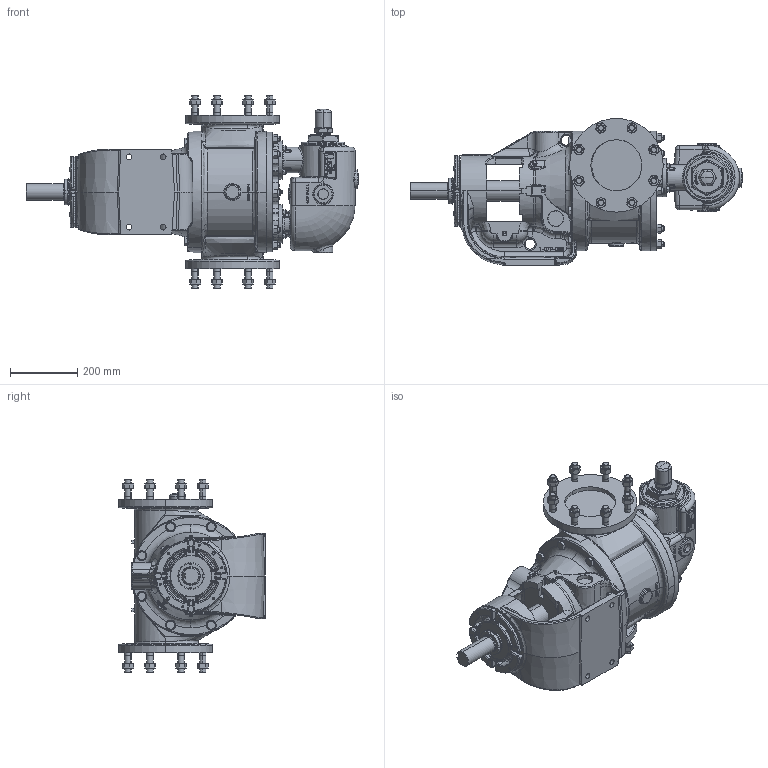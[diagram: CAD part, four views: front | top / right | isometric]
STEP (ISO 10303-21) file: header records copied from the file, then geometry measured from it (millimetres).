
FILE_DESCRIPTION (( 'STEP AP214' ), '1' );
FILE_NAME ('QV-1612.STEP', '2021-05-18T20:23:14', ( '' ), ( '' ), 'SwSTEP 2.0', 'SolidWorks 2020', '' );
FILE_SCHEMA (( 'AUTOMOTIVE_DESIGN' ));
Length unit declared in the file: inch
Products named in the file (1): QV-1612
Bounding box: 990.32 x 438.15 x 577.6 mm (x, y, z)
Volume: 52602513.8 mm3; surface area: 1819418.9 mm2
Topology: 1 solids, 1 shells, 4696 faces, 11921 edges, 7268 vertices
Faces by surface type: plane 1494, bspline 1108, cylinder 1053, cone 734, torus 211, sphere 96
Entity records: 296682 total; most frequent: CARTESIAN_POINT 152384, ORIENTED_EDGE 23420, DIRECTION 18874, EDGE_CURVE 11710, AXIS2_PLACEMENT_3D 7343, VERTEX_POINT 7259, EDGE_LOOP 4959, FACE_OUTER_BOUND 4694
